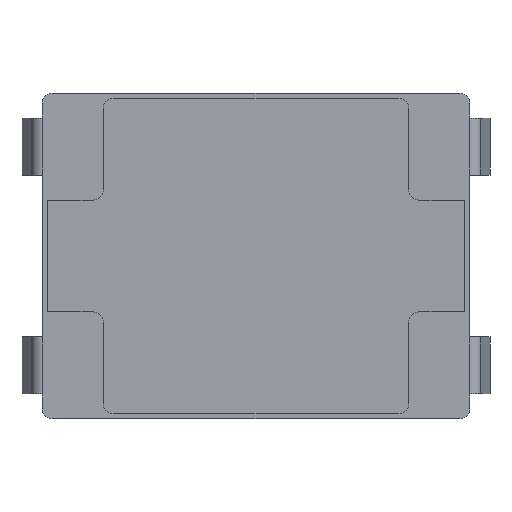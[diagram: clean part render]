
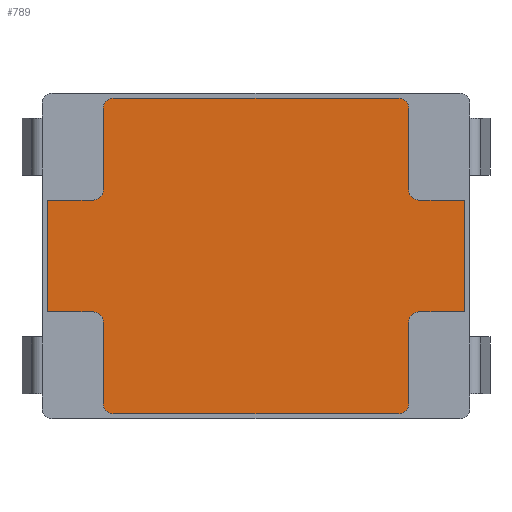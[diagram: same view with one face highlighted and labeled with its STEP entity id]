
A CAD part, front view. The second image highlights one B-rep face of the part: STEP entity #789.
In plain terms, the highlighted planar face has unit normal (0, -1, 0).
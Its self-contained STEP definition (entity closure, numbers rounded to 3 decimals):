
#789=ADVANCED_FACE('NONE',(#1798),#1799,.T.);
#1798=FACE_OUTER_BOUND('',#2611,.T.);
#1799=PLANE('',#2612);
#2611=EDGE_LOOP('',(#4142,#4143,#4144,#4145,#4146,#4147,#4148,#4149,#4150,#4151,#4152,#4153,#4154,#4155,#4156,#4157,#4158,#4159,#4160,#4161));
#2612=AXIS2_PLACEMENT_3D('',#4162,#4163,#4164);
#4142=ORIENTED_EDGE('',*,*,#6409,.F.);
#4143=ORIENTED_EDGE('',*,*,#6410,.T.);
#4144=ORIENTED_EDGE('',*,*,#6411,.T.);
#4145=ORIENTED_EDGE('',*,*,#6412,.T.);
#4146=ORIENTED_EDGE('',*,*,#6413,.T.);
#4147=ORIENTED_EDGE('',*,*,#6414,.T.);
#4148=ORIENTED_EDGE('',*,*,#6415,.F.);
#4149=ORIENTED_EDGE('',*,*,#6416,.F.);
#4150=ORIENTED_EDGE('',*,*,#6417,.F.);
#4151=ORIENTED_EDGE('',*,*,#6418,.F.);
#4152=ORIENTED_EDGE('',*,*,#6419,.T.);
#4153=ORIENTED_EDGE('',*,*,#6420,.T.);
#4154=ORIENTED_EDGE('',*,*,#6421,.T.);
#4155=ORIENTED_EDGE('',*,*,#6422,.T.);
#4156=ORIENTED_EDGE('',*,*,#6423,.T.);
#4157=ORIENTED_EDGE('',*,*,#6424,.F.);
#4158=ORIENTED_EDGE('',*,*,#6425,.F.);
#4159=ORIENTED_EDGE('',*,*,#6426,.F.);
#4160=ORIENTED_EDGE('',*,*,#6427,.F.);
#4161=ORIENTED_EDGE('',*,*,#6428,.F.);
#4162=CARTESIAN_POINT('',(2.0,0.0,-1.5));
#4163=DIRECTION('',(0.0,-1.0,0.0));
#4164=DIRECTION('',(0.0,0.0,-1.0));
#6409=EDGE_CURVE('NONE',#7405,#7406,#7407,.T.);
#6410=EDGE_CURVE('NONE',#7405,#7408,#7409,.T.);
#6411=EDGE_CURVE('NONE',#7408,#7410,#7411,.T.);
#6412=EDGE_CURVE('NONE',#7410,#7412,#7413,.T.);
#6413=EDGE_CURVE('NONE',#7412,#7414,#7415,.T.);
#6414=EDGE_CURVE('NONE',#7414,#7416,#7417,.T.);
#6415=EDGE_CURVE('NONE',#7418,#7416,#7419,.T.);
#6416=EDGE_CURVE('NONE',#7420,#7418,#7421,.T.);
#6417=EDGE_CURVE('NONE',#7422,#7420,#7423,.T.);
#6418=EDGE_CURVE('NONE',#7424,#7422,#7425,.T.);
#6419=EDGE_CURVE('NONE',#7424,#7426,#7427,.T.);
#6420=EDGE_CURVE('NONE',#7426,#7428,#7429,.T.);
#6421=EDGE_CURVE('NONE',#7428,#7430,#7431,.T.);
#6422=EDGE_CURVE('NONE',#7430,#7432,#7433,.T.);
#6423=EDGE_CURVE('NONE',#7432,#7434,#7435,.T.);
#6424=EDGE_CURVE('NONE',#7436,#7434,#7437,.T.);
#6425=EDGE_CURVE('NONE',#7438,#7436,#7439,.T.);
#6426=EDGE_CURVE('NONE',#7440,#7438,#7441,.T.);
#6427=EDGE_CURVE('NONE',#7442,#7440,#7443,.T.);
#6428=EDGE_CURVE('NONE',#7406,#7442,#7444,.T.);
#7405=VERTEX_POINT('NONE',#8231);
#7406=VERTEX_POINT('NONE',#8232);
#7407=LINE('',#8233,#8234);
#7408=VERTEX_POINT('NONE',#8235);
#7409=LINE('',#8236,#8237);
#7410=VERTEX_POINT('NONE',#8238);
#7411=CIRCLE('',#8239,0.1);
#7412=VERTEX_POINT('NONE',#8240);
#7413=LINE('',#8241,#8242);
#7414=VERTEX_POINT('NONE',#8243);
#7415=CIRCLE('',#8244,0.1);
#7416=VERTEX_POINT('NONE',#8245);
#7417=LINE('',#8246,#8247);
#7418=VERTEX_POINT('NONE',#8248);
#7419=CIRCLE('',#8249,0.1);
#7420=VERTEX_POINT('NONE',#8250);
#7421=LINE('',#8251,#8252);
#7422=VERTEX_POINT('NONE',#8253);
#7423=CIRCLE('',#8254,0.1);
#7424=VERTEX_POINT('NONE',#8255);
#7425=LINE('',#8256,#8257);
#7426=VERTEX_POINT('NONE',#8258);
#7427=LINE('',#8259,#8260);
#7428=VERTEX_POINT('NONE',#8261);
#7429=LINE('',#8262,#8263);
#7430=VERTEX_POINT('NONE',#8264);
#7431=CIRCLE('',#8265,0.1);
#7432=VERTEX_POINT('NONE',#8266);
#7433=LINE('',#8267,#8268);
#7434=VERTEX_POINT('NONE',#8269);
#7435=CIRCLE('',#8270,0.1);
#7436=VERTEX_POINT('NONE',#8271);
#7437=LINE('',#8272,#8273);
#7438=VERTEX_POINT('NONE',#8274);
#7439=CIRCLE('',#8275,0.1);
#7440=VERTEX_POINT('NONE',#8276);
#7441=LINE('',#8277,#8278);
#7442=VERTEX_POINT('NONE',#8279);
#7443=CIRCLE('',#8280,0.1);
#7444=LINE('',#8281,#8282);
#8231=CARTESIAN_POINT('',(2.05,0.0,0.55));
#8232=CARTESIAN_POINT('',(2.05,0.0,-0.55));
#8233=CARTESIAN_POINT('',(2.05,0.0,-0.55));
#8234=VECTOR('',#9390,1000.0);
#8235=CARTESIAN_POINT('',(1.6,0.0,0.55));
#8236=CARTESIAN_POINT('',(1.6,0.0,0.55));
#8237=VECTOR('',#9391,1000.0);
#8238=CARTESIAN_POINT('',(1.5,0.0,0.65));
#8239=AXIS2_PLACEMENT_3D('',#9392,#9393,#9394);
#8240=CARTESIAN_POINT('',(1.5,0.0,1.45));
#8241=CARTESIAN_POINT('',(1.5,0.0,1.45));
#8242=VECTOR('',#9395,1000.0);
#8243=CARTESIAN_POINT('',(1.4,0.0,1.55));
#8244=AXIS2_PLACEMENT_3D('',#9396,#9397,#9398);
#8245=CARTESIAN_POINT('',(-1.4,0.0,1.55));
#8246=CARTESIAN_POINT('',(0.0,0.0,1.55));
#8247=VECTOR('',#9399,1000.0);
#8248=CARTESIAN_POINT('',(-1.5,0.0,1.45));
#8249=AXIS2_PLACEMENT_3D('',#9400,#9401,#9402);
#8250=CARTESIAN_POINT('',(-1.5,0.0,0.65));
#8251=CARTESIAN_POINT('',(-1.5,0.0,1.45));
#8252=VECTOR('',#9403,1000.0);
#8253=CARTESIAN_POINT('',(-1.6,0.0,0.55));
#8254=AXIS2_PLACEMENT_3D('',#9404,#9405,#9406);
#8255=CARTESIAN_POINT('',(-2.05,0.0,0.55));
#8256=CARTESIAN_POINT('',(-1.6,0.0,0.55));
#8257=VECTOR('',#9407,1000.0);
#8258=CARTESIAN_POINT('',(-2.05,0.0,-0.55));
#8259=CARTESIAN_POINT('',(-2.05,0.0,-0.55));
#8260=VECTOR('',#9408,1000.0);
#8261=CARTESIAN_POINT('',(-1.6,0.0,-0.55));
#8262=CARTESIAN_POINT('',(-1.6,0.0,-0.55));
#8263=VECTOR('',#9409,1000.0);
#8264=CARTESIAN_POINT('',(-1.5,0.0,-0.65));
#8265=AXIS2_PLACEMENT_3D('',#9410,#9411,#9412);
#8266=CARTESIAN_POINT('',(-1.5,0.0,-1.45));
#8267=CARTESIAN_POINT('',(-1.5,0.0,-1.45));
#8268=VECTOR('',#9413,1000.0);
#8269=CARTESIAN_POINT('',(-1.4,0.0,-1.55));
#8270=AXIS2_PLACEMENT_3D('',#9414,#9415,#9416);
#8271=CARTESIAN_POINT('',(1.4,0.0,-1.55));
#8272=CARTESIAN_POINT('',(0.0,0.0,-1.55));
#8273=VECTOR('',#9417,1000.0);
#8274=CARTESIAN_POINT('',(1.5,0.0,-1.45));
#8275=AXIS2_PLACEMENT_3D('',#9418,#9419,#9420);
#8276=CARTESIAN_POINT('',(1.5,0.0,-0.65));
#8277=CARTESIAN_POINT('',(1.5,0.0,-1.45));
#8278=VECTOR('',#9421,1000.0);
#8279=CARTESIAN_POINT('',(1.6,0.0,-0.55));
#8280=AXIS2_PLACEMENT_3D('',#9422,#9423,#9424);
#8281=CARTESIAN_POINT('',(1.6,0.0,-0.55));
#8282=VECTOR('',#9425,1000.0);
#9390=DIRECTION('',(0.0,0.0,-1.0));
#9391=DIRECTION('',(-1.0,0.0,0.0));
#9392=CARTESIAN_POINT('',(1.6,0.0,0.65));
#9393=DIRECTION('',(0.0,1.0,0.0));
#9394=DIRECTION('',(0.0,0.0,-1.0));
#9395=DIRECTION('',(0.,0.0,1.0));
#9396=CARTESIAN_POINT('',(1.4,0.0,1.45));
#9397=DIRECTION('',(0.0,-1.0,0.0));
#9398=DIRECTION('',(0.0,0.0,1.0));
#9399=DIRECTION('',(-1.0,0.0,0.0));
#9400=CARTESIAN_POINT('',(-1.4,0.0,1.45));
#9401=DIRECTION('',(0.0,1.0,0.0));
#9402=DIRECTION('',(0.0,0.0,1.0));
#9403=DIRECTION('',(0.,0.0,1.0));
#9404=CARTESIAN_POINT('',(-1.6,0.0,0.65));
#9405=DIRECTION('',(0.0,-1.0,0.0));
#9406=DIRECTION('',(0.0,0.0,-1.0));
#9407=DIRECTION('',(1.0,0.0,0.0));
#9408=DIRECTION('',(0.0,0.0,-1.0));
#9409=DIRECTION('',(1.0,0.0,0.0));
#9410=CARTESIAN_POINT('',(-1.6,0.0,-0.65));
#9411=DIRECTION('',(0.0,1.0,0.0));
#9412=DIRECTION('',(0.0,0.0,1.0));
#9413=DIRECTION('',(0.,0.0,-1.0));
#9414=CARTESIAN_POINT('',(-1.4,0.0,-1.45));
#9415=DIRECTION('',(0.0,-1.0,0.0));
#9416=DIRECTION('',(0.0,0.0,-1.0));
#9417=DIRECTION('',(-1.0,0.0,0.0));
#9418=CARTESIAN_POINT('',(1.4,0.0,-1.45));
#9419=DIRECTION('',(0.0,1.0,0.0));
#9420=DIRECTION('',(0.0,0.0,-1.0));
#9421=DIRECTION('',(0.,0.0,-1.0));
#9422=CARTESIAN_POINT('',(1.6,0.0,-0.65));
#9423=DIRECTION('',(0.0,-1.0,0.0));
#9424=DIRECTION('',(0.0,0.0,1.0));
#9425=DIRECTION('',(-1.0,0.0,0.0));
